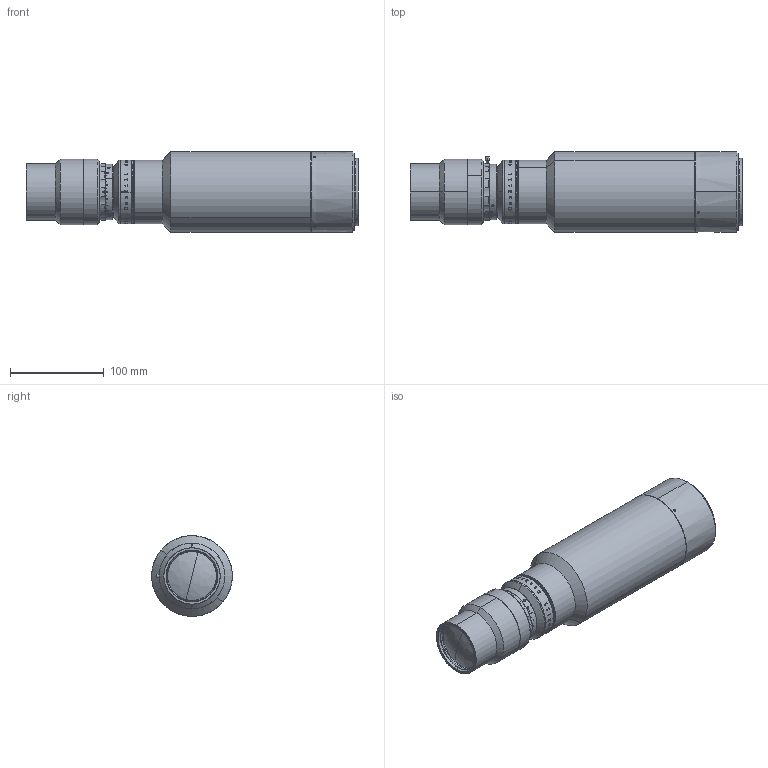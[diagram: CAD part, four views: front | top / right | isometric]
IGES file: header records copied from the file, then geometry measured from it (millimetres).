
Start section: SolidWorks IGES file using analytic representation for surfaces
Global section: file name: XF-PTL03762-M72-11.48-VI.IGS,15; native system: HSolidWorks 2014; preprocessor: SolidWorks 2014; author: canrill005; date: 190613.134337; units: millimetre
Bounding box: 353.68 x 86 x 86 mm (x, y, z)
Surface area: 123469.6 mm2 (no closed solid volume)
Topology: 0 solids, 0 shells, 264 faces, 8286 edges, 8285 vertices
Faces by surface type: revolution 191, bspline 73
